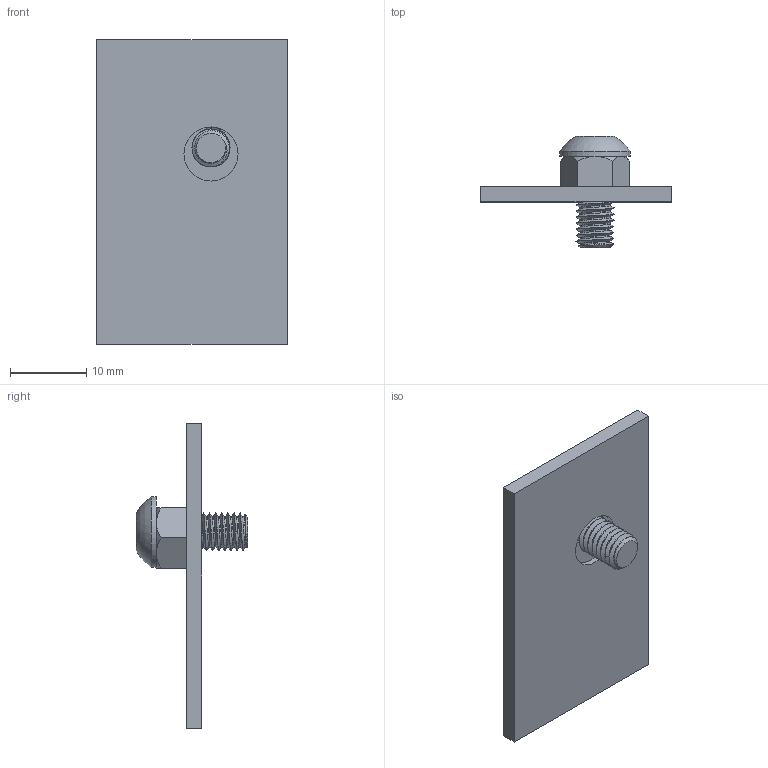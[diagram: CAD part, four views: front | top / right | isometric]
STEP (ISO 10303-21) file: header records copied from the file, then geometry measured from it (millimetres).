
FILE_DESCRIPTION(/* description */ (''),/* implementation_level */ '2;1');
FILE_NAME(/* name */ 'Eccentric Clamp v8.step',/* time_stamp */ '2016-10-14T20:32:49-07:00',/* author */ (''),/* organization */ (''),/* preprocessor_version */ 'ST-DEVELOPER v16.5',/* originating_system */ 'Autodesk Translation Framework v5.2.0.2031',/* authorisation */ '');
FILE_SCHEMA (('AUTOMOTIVE_DESIGN { 1 0 10303 214 3 1 1 }'));
Length unit declared in the file: centimetre
Products named in the file (4): Eccentric Clamp v8; Eccentric Clamp Bit v2; 5mm Eccentric Nut v2; 5mm x 10mm BHCS v1
Assembly tree (3 placements, depth 2):
  Eccentric Clamp v8
    Eccentric Clamp Bit v2
    5mm Eccentric Nut v2
    5mm x 10mm BHCS v1
Bounding box: 25 x 14.62 x 40 mm (x, y, z)
Volume: 2402.8 mm3; surface area: 3041.8 mm2
Topology: 3 solids, 3 shells, 73 faces, 176 edges, 111 vertices
Faces by surface type: plane 24, bspline 21, cylinder 17, cone 8, sphere 2, torus 1
Full cylindrical faces by diameter (mm): 5 x12, 7.112 x1, 7.125 x1, 9.32 x1
Entity records: 19418 total; most frequent: CARTESIAN_POINT 18161, ORIENTED_EDGE 256, DIRECTION 197, EDGE_CURVE 128, VERTEX_POINT 84, EDGE_LOOP 74, AXIS2_PLACEMENT_3D 71, FACE_OUTER_BOUND 60
